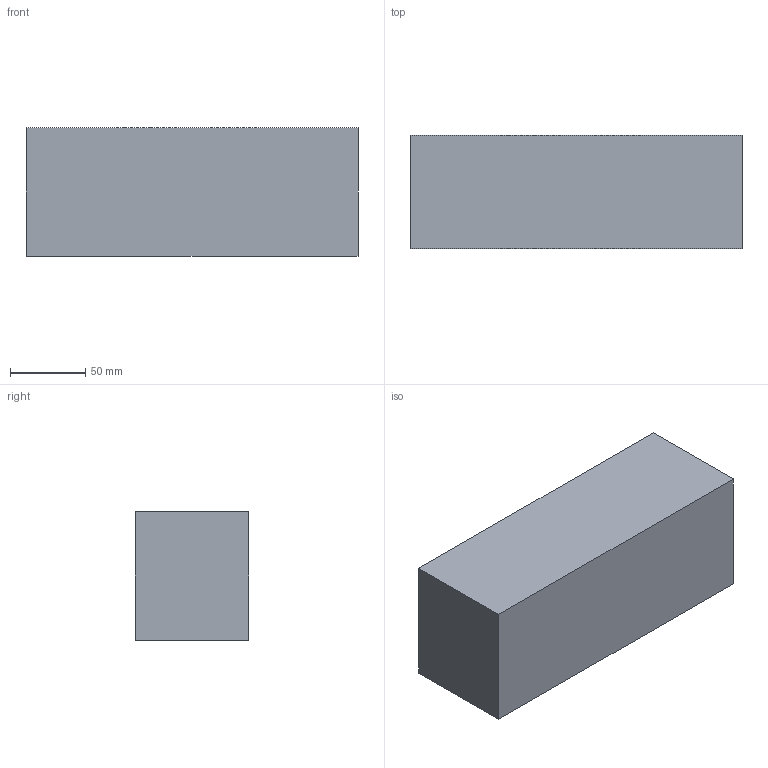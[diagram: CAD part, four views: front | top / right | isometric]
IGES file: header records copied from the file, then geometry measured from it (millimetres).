
Start section: SolidWorks IGES file using analytic representation for surfaces
Global section: file name: 05-1793 simplified.IGS; native system: SolidWorks 2016; preprocessor: SolidWorks 2016; author: rpena; date: 161207.095125; units: millimetre
Bounding box: 220 x 75 x 85 mm (x, y, z)
Surface area: 117777.4 mm2 (no closed solid volume)
Topology: 0 solids, 0 shells, 44 faces, 666 edges, 664 vertices
Faces by surface type: bspline 29, revolution 15
